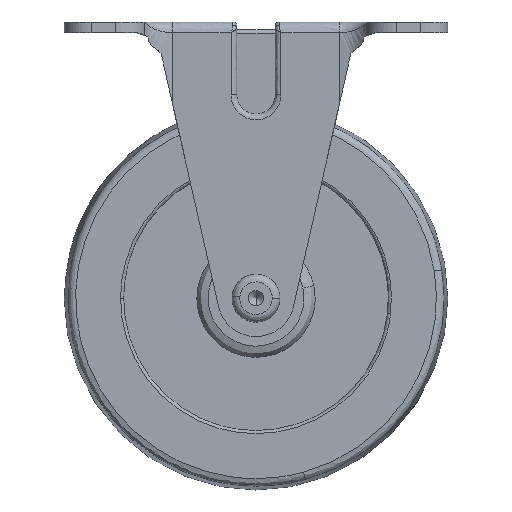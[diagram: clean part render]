
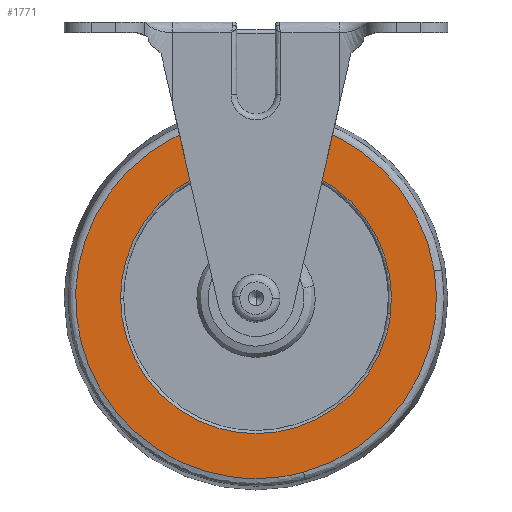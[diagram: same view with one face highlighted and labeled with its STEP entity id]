
A CAD part, front view. The second image highlights one B-rep face of the part: STEP entity #1771.
In plain terms, the highlighted free-form (B-spline) face has degree [1, 1] with [2, 2] control points.
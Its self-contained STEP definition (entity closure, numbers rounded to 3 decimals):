
#920=CARTESIAN_POINT('',(35.064,-13.5,-4.076));
#921=VERTEX_POINT('',#920);
#935=CARTESIAN_POINT('',(0.0,-13.5,35.3));
#936=VERTEX_POINT('',#935);
#937=CARTESIAN_POINT('',(35.064,-13.5,-4.076));
#938=CARTESIAN_POINT('',(35.3,-13.5,-2.045));
#939=CARTESIAN_POINT('',(35.3,-13.5,0.));
#940=CARTESIAN_POINT('',(35.3,-13.5,35.3));
#941=CARTESIAN_POINT('',(0.0,-13.5,35.3));
#949=(BOUNDED_CURVE()B_SPLINE_CURVE(2,(#937,#938,#939,#940,#941),.UNSPECIFIED.,.F.,.U.)B_SPLINE_CURVE_WITH_KNOTS((3,2,3),(0.23,0.25,0.5),.UNSPECIFIED.)CURVE()GEOMETRIC_REPRESENTATION_ITEM()RATIONAL_B_SPLINE_CURVE((0.957,0.977,1.0,0.707,1.0))REPRESENTATION_ITEM(''));
#950=EDGE_CURVE('',#921,#936,#949,.T.);
#952=CARTESIAN_POINT('',(-35.3,-13.5,0.));
#953=VERTEX_POINT('',#952);
#954=CARTESIAN_POINT('',(0.0,-13.5,35.3));
#955=CARTESIAN_POINT('',(-35.3,-13.5,35.3));
#956=CARTESIAN_POINT('',(-35.3,-13.5,0.));
#964=(BOUNDED_CURVE()B_SPLINE_CURVE(2,(#954,#955,#956),.UNSPECIFIED.,.F.,.U.)B_SPLINE_CURVE_WITH_KNOTS((3,3),(0.5,0.75),.UNSPECIFIED.)CURVE()GEOMETRIC_REPRESENTATION_ITEM()RATIONAL_B_SPLINE_CURVE((1.0,0.707,1.))REPRESENTATION_ITEM(''));
#965=EDGE_CURVE('',#936,#953,#964,.T.);
#1050=CARTESIAN_POINT('',(0.0,-13.5,-35.3));
#1051=VERTEX_POINT('',#1050);
#1052=CARTESIAN_POINT('',(-35.3,-13.5,0.));
#1053=CARTESIAN_POINT('',(-35.3,-13.5,-35.3));
#1054=CARTESIAN_POINT('',(0.0,-13.5,-35.3));
#1062=(BOUNDED_CURVE()B_SPLINE_CURVE(2,(#1052,#1053,#1054),.UNSPECIFIED.,.F.,.U.)B_SPLINE_CURVE_WITH_KNOTS((3,3),(0.75,1.0),.UNSPECIFIED.)CURVE()GEOMETRIC_REPRESENTATION_ITEM()RATIONAL_B_SPLINE_CURVE((1.0,0.707,1.0))REPRESENTATION_ITEM(''));
#1063=EDGE_CURVE('',#953,#1051,#1062,.T.);
#1065=CARTESIAN_POINT('',(0.0,-13.5,-35.3));
#1066=CARTESIAN_POINT('',(31.434,-13.5,-35.3));
#1067=CARTESIAN_POINT('',(35.064,-13.5,-4.076));
#1075=(BOUNDED_CURVE()B_SPLINE_CURVE(2,(#1065,#1066,#1067),.UNSPECIFIED.,.F.,.U.)B_SPLINE_CURVE_WITH_KNOTS((3,3),(0.0,0.23),.UNSPECIFIED.)CURVE()GEOMETRIC_REPRESENTATION_ITEM()RATIONAL_B_SPLINE_CURVE((1.0,0.731,0.957))REPRESENTATION_ITEM(''));
#1076=EDGE_CURVE('',#1051,#921,#1075,.T.);
#1099=CARTESIAN_POINT('',(12.384,-13.5,-45.36));
#1100=VERTEX_POINT('',#1099);
#1101=CARTESIAN_POINT('',(46.487,-13.5,7.064));
#1102=VERTEX_POINT('',#1101);
#1103=CARTESIAN_POINT('',(12.384,-13.5,-45.36));
#1104=CARTESIAN_POINT('',(47.021,-13.5,-35.904));
#1105=CARTESIAN_POINT('',(47.021,-13.5,0.));
#1106=CARTESIAN_POINT('',(47.021,-13.5,3.552));
#1107=CARTESIAN_POINT('',(46.487,-13.5,7.064));
#1115=(BOUNDED_CURVE()B_SPLINE_CURVE(2,(#1103,#1104,#1105,#1106,#1107),.UNSPECIFIED.,.F.,.U.)B_SPLINE_CURVE_WITH_KNOTS((3,2,3),(0.045,0.25,0.276),.UNSPECIFIED.)CURVE()GEOMETRIC_REPRESENTATION_ITEM()RATIONAL_B_SPLINE_CURVE((0.914,0.76,1.0,0.97,0.946))REPRESENTATION_ITEM(''));
#1116=EDGE_CURVE('',#1100,#1102,#1115,.T.);
#1201=CARTESIAN_POINT('',(0.0,-13.5,-47.021));
#1202=VERTEX_POINT('',#1201);
#1203=CARTESIAN_POINT('',(0.0,-13.5,-47.021));
#1204=CARTESIAN_POINT('',(6.303,-13.5,-47.021));
#1205=CARTESIAN_POINT('',(12.384,-13.5,-45.36));
#1213=(BOUNDED_CURVE()B_SPLINE_CURVE(2,(#1203,#1204,#1205),.UNSPECIFIED.,.F.,.U.)B_SPLINE_CURVE_WITH_KNOTS((3,3),(0.0,0.045),.UNSPECIFIED.)CURVE()GEOMETRIC_REPRESENTATION_ITEM()RATIONAL_B_SPLINE_CURVE((1.0,0.947,0.914))REPRESENTATION_ITEM(''));
#1214=EDGE_CURVE('',#1202,#1100,#1213,.T.);
#1216=CARTESIAN_POINT('',(0.0,-13.5,47.021));
#1217=VERTEX_POINT('',#1216);
#1218=CARTESIAN_POINT('',(0.0,-13.5,47.021));
#1219=CARTESIAN_POINT('',(-47.021,-13.5,47.021));
#1220=CARTESIAN_POINT('',(-47.021,-13.5,0.));
#1221=CARTESIAN_POINT('',(-47.021,-13.5,-47.021));
#1222=CARTESIAN_POINT('',(0.0,-13.5,-47.021));
#1230=(BOUNDED_CURVE()B_SPLINE_CURVE(2,(#1218,#1219,#1220,#1221,#1222),.UNSPECIFIED.,.F.,.U.)B_SPLINE_CURVE_WITH_KNOTS((3,2,3),(0.5,0.75,1.0),.UNSPECIFIED.)CURVE()GEOMETRIC_REPRESENTATION_ITEM()RATIONAL_B_SPLINE_CURVE((1.0,0.707,1.0,0.707,1.0))REPRESENTATION_ITEM(''));
#1231=EDGE_CURVE('',#1217,#1202,#1230,.T.);
#1233=CARTESIAN_POINT('',(46.487,-13.5,7.064));
#1234=CARTESIAN_POINT('',(40.415,-13.5,47.021));
#1235=CARTESIAN_POINT('',(0.0,-13.5,47.021));
#1243=(BOUNDED_CURVE()B_SPLINE_CURVE(2,(#1233,#1234,#1235),.UNSPECIFIED.,.F.,.U.)B_SPLINE_CURVE_WITH_KNOTS((3,3),(0.276,0.5),.UNSPECIFIED.)CURVE()GEOMETRIC_REPRESENTATION_ITEM()RATIONAL_B_SPLINE_CURVE((0.946,0.737,1.0))REPRESENTATION_ITEM(''));
#1244=EDGE_CURVE('',#1102,#1217,#1243,.T.);
#1754=CARTESIAN_POINT('',(-51.718,-13.5,-51.718));
#1755=CARTESIAN_POINT('',(-51.718,-13.5,51.718));
#1756=CARTESIAN_POINT('',(51.717,-13.5,-51.718));
#1757=CARTESIAN_POINT('',(51.717,-13.5,51.718));
#1758=B_SPLINE_SURFACE_WITH_KNOTS('',1,1,((#1754,#1756),(#1755,#1757)),.UNSPECIFIED.,.F.,.F.,.U.,(2,2),(2,2),(0.0,103.436),(0.0,103.435),.UNSPECIFIED.);
#1759=ORIENTED_EDGE('',*,*,#1214,.T.);
#1760=ORIENTED_EDGE('',*,*,#1116,.T.);
#1761=ORIENTED_EDGE('',*,*,#1244,.T.);
#1762=ORIENTED_EDGE('',*,*,#1231,.T.);
#1763=EDGE_LOOP('',(#1759,#1760,#1761,#1762));
#1764=FACE_OUTER_BOUND('',#1763,.T.);
#1765=ORIENTED_EDGE('',*,*,#965,.F.);
#1766=ORIENTED_EDGE('',*,*,#950,.F.);
#1767=ORIENTED_EDGE('',*,*,#1076,.F.);
#1768=ORIENTED_EDGE('',*,*,#1063,.F.);
#1769=EDGE_LOOP('',(#1765,#1766,#1767,#1768));
#1770=FACE_BOUND('',#1769,.T.);
#1771=ADVANCED_FACE('',(#1764,#1770),#1758,.F.);
